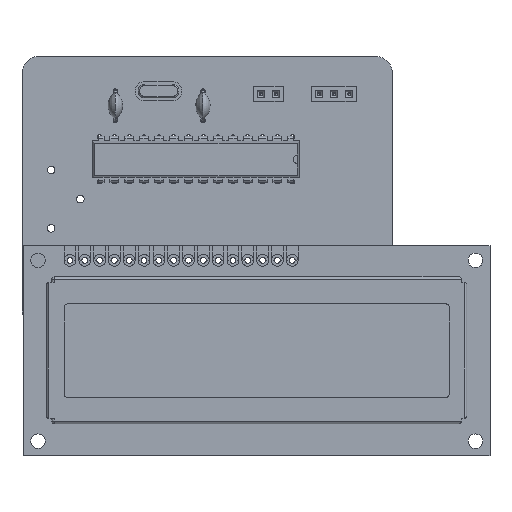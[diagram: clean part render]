
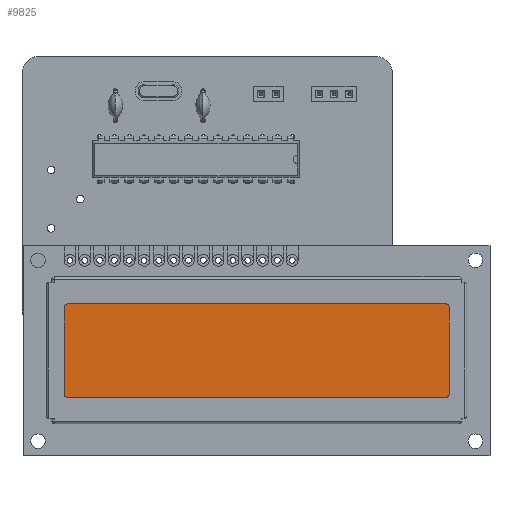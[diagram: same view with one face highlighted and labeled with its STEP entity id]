
A CAD part, top view. The second image highlights one B-rep face of the part: STEP entity #9825.
In plain terms, the highlighted planar face has unit normal (0, 0, 1).
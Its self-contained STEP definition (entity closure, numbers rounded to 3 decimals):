
#8380 = EDGE_CURVE('',#8381,#8383,#8385,.T.);
#8381 = VERTEX_POINT('',#8382);
#8382 = CARTESIAN_POINT('',(65.,-8.,15.));
#8383 = VERTEX_POINT('',#8384);
#8384 = CARTESIAN_POINT('',(64.5,-7.5,15.));
#8385 = CIRCLE('',#8386,0.5);
#8386 = AXIS2_PLACEMENT_3D('',#8387,#8388,#8389);
#8387 = CARTESIAN_POINT('',(64.5,-8.,15.));
#8388 = DIRECTION('',(-0.,0.,1.));
#8389 = DIRECTION('',(0.,-1.,0.));
#8391 = EDGE_CURVE('',#8392,#8381,#8394,.T.);
#8392 = VERTEX_POINT('',#8393);
#8393 = CARTESIAN_POINT('',(65.,-23.,15.));
#8394 = LINE('',#8395,#8396);
#8395 = CARTESIAN_POINT('',(65.,-23.5,15.));
#8396 = VECTOR('',#8397,1.);
#8397 = DIRECTION('',(0.,1.,0.));
#8399 = EDGE_CURVE('',#8392,#8400,#8402,.T.);
#8400 = VERTEX_POINT('',#8401);
#8401 = CARTESIAN_POINT('',(64.5,-23.5,15.));
#8402 = CIRCLE('',#8403,0.5);
#8403 = AXIS2_PLACEMENT_3D('',#8404,#8405,#8406);
#8404 = CARTESIAN_POINT('',(64.5,-23.,15.));
#8405 = DIRECTION('',(-0.,-0.,-1.));
#8406 = DIRECTION('',(0.,-1.,0.));
#8408 = EDGE_CURVE('',#8409,#8400,#8411,.T.);
#8409 = VERTEX_POINT('',#8410);
#8410 = CARTESIAN_POINT('',(-0.5,-23.5,15.));
#8411 = LINE('',#8412,#8413);
#8412 = CARTESIAN_POINT('',(-1.,-23.5,15.));
#8413 = VECTOR('',#8414,1.);
#8414 = DIRECTION('',(1.,0.,0.));
#8416 = EDGE_CURVE('',#8409,#8417,#8419,.T.);
#8417 = VERTEX_POINT('',#8418);
#8418 = CARTESIAN_POINT('',(-1.,-23.,15.));
#8419 = CIRCLE('',#8420,0.5);
#8420 = AXIS2_PLACEMENT_3D('',#8421,#8422,#8423);
#8421 = CARTESIAN_POINT('',(-0.5,-23.,15.));
#8422 = DIRECTION('',(-0.,-0.,-1.));
#8423 = DIRECTION('',(0.,-1.,0.));
#8425 = EDGE_CURVE('',#8417,#8426,#8428,.T.);
#8426 = VERTEX_POINT('',#8427);
#8427 = CARTESIAN_POINT('',(-1.,-8.,15.));
#8428 = LINE('',#8429,#8430);
#8429 = CARTESIAN_POINT('',(-1.,-23.5,15.));
#8430 = VECTOR('',#8431,1.);
#8431 = DIRECTION('',(0.,1.,0.));
#8433 = EDGE_CURVE('',#8426,#8434,#8436,.T.);
#8434 = VERTEX_POINT('',#8435);
#8435 = CARTESIAN_POINT('',(-0.5,-7.5,15.));
#8436 = CIRCLE('',#8437,0.5);
#8437 = AXIS2_PLACEMENT_3D('',#8438,#8439,#8440);
#8438 = CARTESIAN_POINT('',(-0.5,-8.,15.));
#8439 = DIRECTION('',(-0.,-0.,-1.));
#8440 = DIRECTION('',(0.,-1.,0.));
#8442 = EDGE_CURVE('',#8434,#8383,#8443,.T.);
#8443 = LINE('',#8444,#8445);
#8444 = CARTESIAN_POINT('',(-1.,-7.5,15.));
#8445 = VECTOR('',#8446,1.);
#8446 = DIRECTION('',(1.,0.,0.));
#9825 = ADVANCED_FACE('',(#9826),#9836,.T.);
#9826 = FACE_BOUND('',#9827,.T.);
#9827 = EDGE_LOOP('',(#9828,#9829,#9830,#9831,#9832,#9833,#9834,#9835));
#9828 = ORIENTED_EDGE('',*,*,#8425,.F.);
#9829 = ORIENTED_EDGE('',*,*,#8416,.F.);
#9830 = ORIENTED_EDGE('',*,*,#8408,.T.);
#9831 = ORIENTED_EDGE('',*,*,#8399,.F.);
#9832 = ORIENTED_EDGE('',*,*,#8391,.T.);
#9833 = ORIENTED_EDGE('',*,*,#8380,.T.);
#9834 = ORIENTED_EDGE('',*,*,#8442,.F.);
#9835 = ORIENTED_EDGE('',*,*,#8433,.F.);
#9836 = PLANE('',#9837);
#9837 = AXIS2_PLACEMENT_3D('',#9838,#9839,#9840);
#9838 = CARTESIAN_POINT('',(-1.,-23.5,15.));
#9839 = DIRECTION('',(0.,0.,1.));
#9840 = DIRECTION('',(1.,0.,-0.));
